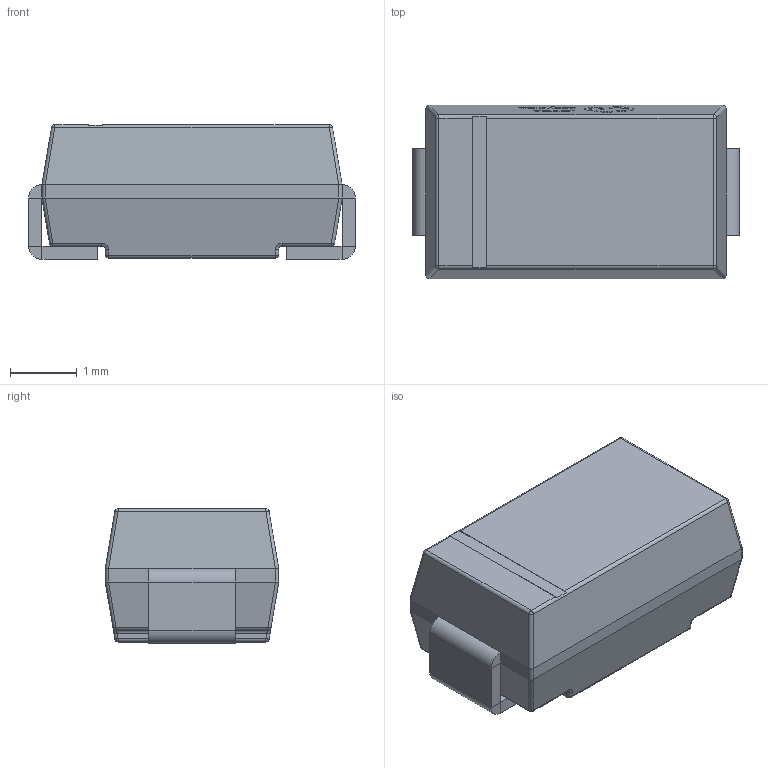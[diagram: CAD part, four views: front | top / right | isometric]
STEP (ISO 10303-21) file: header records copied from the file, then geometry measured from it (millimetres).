
FILE_DESCRIPTION (( 'STEP AP214' ), '1' );
FILE_NAME ('SOD-106-SMD_L4.5-W2.6-H2.0-LS5.0.step', '2022-09-07T02:43:59', ( '' ), ( '' ), 'SwSTEP 2.0', 'SolidWorks 2020', '' );
FILE_SCHEMA (( 'AUTOMOTIVE_DESIGN' ));
Length unit declared in the file: millimetre
Products named in the file (1): SOD-106-SMD_L4.5-W2.6-H2.0-LS5.0
Bounding box: 4.9 x 2.6 x 2.02 mm (x, y, z)
Volume: 21.8 mm3; surface area: 53.6 mm2
Topology: 1 solids, 1 shells, 326 faces, 847 edges, 538 vertices
Faces by surface type: plane 176, bspline 102, cylinder 36, sphere 12
Entity records: 13975 total; most frequent: CARTESIAN_POINT 3158, ORIENTED_EDGE 1694, DIRECTION 1121, EDGE_CURVE 847, LINE 559, VECTOR 559, VERTEX_POINT 538, EDGE_LOOP 345
